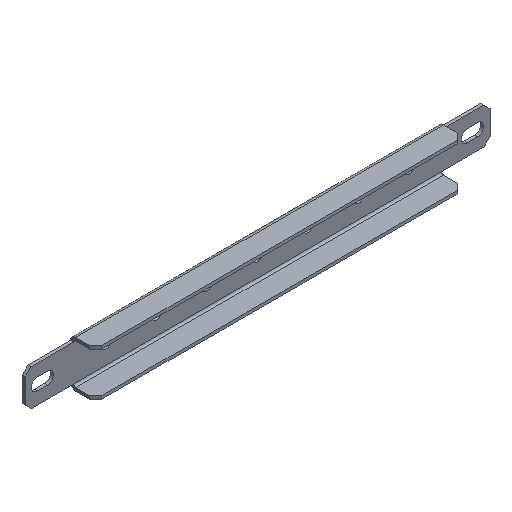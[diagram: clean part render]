
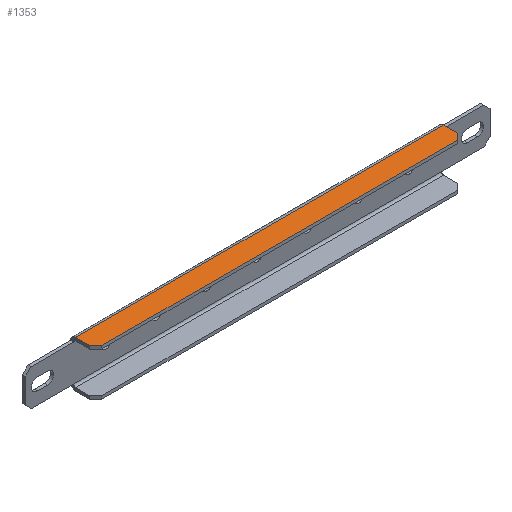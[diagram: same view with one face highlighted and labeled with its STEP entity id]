
A CAD part, isometric view. The second image highlights one B-rep face of the part: STEP entity #1353.
In plain terms, the highlighted planar face has unit normal (0, 0, 1).
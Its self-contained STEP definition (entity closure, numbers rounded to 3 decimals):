
#50 = VECTOR ( 'NONE', #1529, 1000. ) ;
#116 = CARTESIAN_POINT ( 'NONE',  ( -91., -12.5, 11.5 ) ) ;
#192 = LINE ( 'NONE', #651, #365 ) ;
#212 = DIRECTION ( 'NONE',  ( 0., 1., 0. ) ) ;
#220 = EDGE_CURVE ( 'NONE', #317, #254, #586, .T. ) ;
#239 = EDGE_CURVE ( 'NONE', #778, #926, #1421, .T. ) ;
#254 = VERTEX_POINT ( 'NONE', #467 ) ;
#258 = ORIENTED_EDGE ( 'NONE', *, *, #868, .T. ) ;
#317 = VERTEX_POINT ( 'NONE', #892 ) ;
#324 = EDGE_CURVE ( 'NONE', #505, #926, #668, .T. ) ;
#355 = EDGE_CURVE ( 'NONE', #505, #1415, #192, .T. ) ;
#365 = VECTOR ( 'NONE', #1371, 1000. ) ;
#369 = AXIS2_PLACEMENT_3D ( 'NONE', #1061, #1163, #1404 ) ;
#409 = VECTOR ( 'NONE', #1263, 1000. ) ;
#425 = VECTOR ( 'NONE', #1274, 1000. ) ;
#467 = CARTESIAN_POINT ( 'NONE',  ( -88., -12.5, 11.5 ) ) ;
#487 = CARTESIAN_POINT ( 'NONE',  ( 91., -9.5, 11.5 ) ) ;
#498 = EDGE_LOOP ( 'NONE', ( #1093, #258, #1490, #1478, #1081, #970 ) ) ;
#505 = VERTEX_POINT ( 'NONE', #1096 ) ;
#527 = CARTESIAN_POINT ( 'NONE',  ( -91., -9.5, 11.5 ) ) ;
#549 = CARTESIAN_POINT ( 'NONE',  ( 0., -2.5, 11.5 ) ) ;
#586 = LINE ( 'NONE', #116, #425 ) ;
#588 = CARTESIAN_POINT ( 'NONE',  ( -91., -2.5, 11.5 ) ) ;
#602 = VECTOR ( 'NONE', #1162, 1000. ) ;
#651 = CARTESIAN_POINT ( 'NONE',  ( 91., -12.5, 11.5 ) ) ;
#668 = LINE ( 'NONE', #549, #409 ) ;
#690 = PLANE ( 'NONE',  #369 ) ;
#778 = VERTEX_POINT ( 'NONE', #527 ) ;
#868 = EDGE_CURVE ( 'NONE', #778, #254, #1520, .T. ) ;
#892 = CARTESIAN_POINT ( 'NONE',  ( 88., -12.5, 11.5 ) ) ;
#901 = EDGE_CURVE ( 'NONE', #317, #1415, #1387, .T. ) ;
#926 = VERTEX_POINT ( 'NONE', #588 ) ;
#952 = CARTESIAN_POINT ( 'NONE',  ( -91., -1.5, 11.5 ) ) ;
#970 = ORIENTED_EDGE ( 'NONE', *, *, #324, .T. ) ;
#1045 = FACE_OUTER_BOUND ( 'NONE', #498, .T. ) ;
#1061 = CARTESIAN_POINT ( 'NONE',  ( 0., 0., 11.5 ) ) ;
#1081 = ORIENTED_EDGE ( 'NONE', *, *, #355, .F. ) ;
#1093 = ORIENTED_EDGE ( 'NONE', *, *, #239, .F. ) ;
#1096 = CARTESIAN_POINT ( 'NONE',  ( 91., -2.5, 11.5 ) ) ;
#1162 = DIRECTION ( 'NONE',  ( 0.707, 0.707, 0. ) ) ;
#1163 = DIRECTION ( 'NONE',  ( 0., 0., 1. ) ) ;
#1170 = CARTESIAN_POINT ( 'NONE',  ( 50.25, -50.25, 11.5 ) ) ;
#1183 = CARTESIAN_POINT ( 'NONE',  ( -50.25, -50.25, 11.5 ) ) ;
#1263 = DIRECTION ( 'NONE',  ( -1., 0., 0. ) ) ;
#1274 = DIRECTION ( 'NONE',  ( -1., 0., 0. ) ) ;
#1353 = ADVANCED_FACE ( 'NONE', ( #1045 ), #690, .T. ) ;
#1371 = DIRECTION ( 'NONE',  ( 0., -1., 0. ) ) ;
#1387 = LINE ( 'NONE', #1170, #602 ) ;
#1404 = DIRECTION ( 'NONE',  ( 0., -1., 0. ) ) ;
#1415 = VERTEX_POINT ( 'NONE', #487 ) ;
#1421 = LINE ( 'NONE', #952, #1426 ) ;
#1426 = VECTOR ( 'NONE', #212, 1000. ) ;
#1478 = ORIENTED_EDGE ( 'NONE', *, *, #901, .T. ) ;
#1490 = ORIENTED_EDGE ( 'NONE', *, *, #220, .F. ) ;
#1520 = LINE ( 'NONE', #1183, #50 ) ;
#1529 = DIRECTION ( 'NONE',  ( 0.707, -0.707, 0. ) ) ;
